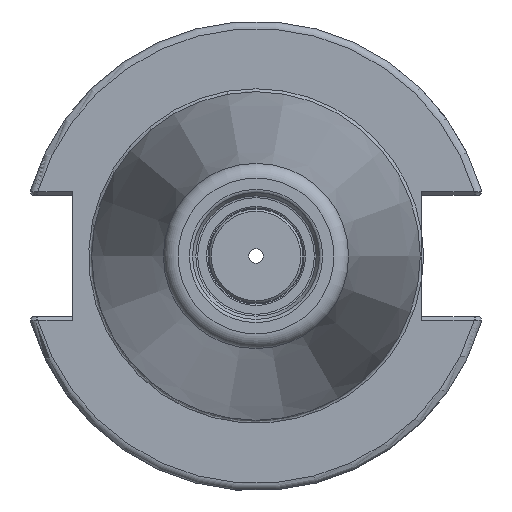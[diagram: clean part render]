
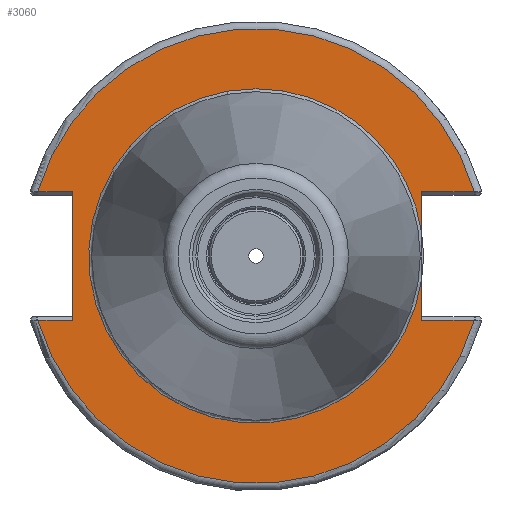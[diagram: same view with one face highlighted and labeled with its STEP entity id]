
A CAD part, left-side view. The second image highlights one B-rep face of the part: STEP entity #3060.
In plain terms, the highlighted planar face has unit normal (-1, 0, 0).
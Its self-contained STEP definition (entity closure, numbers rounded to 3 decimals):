
#245=PLANE('',#3313);
#327=FACE_OUTER_BOUND('',#509,.T.);
#509=EDGE_LOOP('',(#2199,#2200,#2201,#2202,#2203,#2204,#2205,#2206,#2207,
#2208,#2209));
#695=LINE('',#4692,#863);
#702=LINE('',#4814,#870);
#703=LINE('',#4818,#871);
#704=LINE('',#4820,#872);
#705=LINE('',#4822,#873);
#706=LINE('',#4826,#874);
#707=LINE('',#4828,#875);
#863=VECTOR('',#3795,10.);
#870=VECTOR('',#3806,10.);
#871=VECTOR('',#3809,10.);
#872=VECTOR('',#3810,10.);
#873=VECTOR('',#3811,10.);
#874=VECTOR('',#3814,10.);
#875=VECTOR('',#3815,10.);
#1070=CIRCLE('',#3314,30.775);
#1071=CIRCLE('',#3315,30.775);
#1072=CIRCLE('',#3316,22.625);
#1073=CIRCLE('',#3317,22.625);
#1297=VERTEX_POINT('',#4689);
#1298=VERTEX_POINT('',#4691);
#1306=VERTEX_POINT('',#4813);
#1307=VERTEX_POINT('',#4815);
#1308=VERTEX_POINT('',#4817);
#1309=VERTEX_POINT('',#4819);
#1310=VERTEX_POINT('',#4821);
#1311=VERTEX_POINT('',#4823);
#1312=VERTEX_POINT('',#4825);
#1313=VERTEX_POINT('',#4827);
#1314=VERTEX_POINT('',#4829);
#1641=EDGE_CURVE('',#1297,#1298,#695,.T.);
#1653=EDGE_CURVE('',#1306,#1298,#702,.T.);
#1654=EDGE_CURVE('',#1307,#1297,#1070,.T.);
#1655=EDGE_CURVE('',#1308,#1307,#703,.T.);
#1656=EDGE_CURVE('',#1308,#1309,#704,.T.);
#1657=EDGE_CURVE('',#1310,#1309,#705,.T.);
#1658=EDGE_CURVE('',#1311,#1310,#1071,.T.);
#1659=EDGE_CURVE('',#1312,#1311,#706,.T.);
#1660=EDGE_CURVE('',#1312,#1313,#707,.T.);
#1661=EDGE_CURVE('',#1313,#1314,#1072,.T.);
#1662=EDGE_CURVE('',#1314,#1306,#1073,.T.);
#2199=ORIENTED_EDGE('',*,*,#1653,.T.);
#2200=ORIENTED_EDGE('',*,*,#1641,.F.);
#2201=ORIENTED_EDGE('',*,*,#1654,.F.);
#2202=ORIENTED_EDGE('',*,*,#1655,.F.);
#2203=ORIENTED_EDGE('',*,*,#1656,.T.);
#2204=ORIENTED_EDGE('',*,*,#1657,.F.);
#2205=ORIENTED_EDGE('',*,*,#1658,.F.);
#2206=ORIENTED_EDGE('',*,*,#1659,.F.);
#2207=ORIENTED_EDGE('',*,*,#1660,.T.);
#2208=ORIENTED_EDGE('',*,*,#1661,.T.);
#2209=ORIENTED_EDGE('',*,*,#1662,.T.);
#3060=ADVANCED_FACE('',(#327),#245,.T.);
#3313=AXIS2_PLACEMENT_3D('',#4812,#3804,#3805);
#3314=AXIS2_PLACEMENT_3D('',#4816,#3807,#3808);
#3315=AXIS2_PLACEMENT_3D('',#4824,#3812,#3813);
#3316=AXIS2_PLACEMENT_3D('',#4830,#3816,#3817);
#3317=AXIS2_PLACEMENT_3D('',#4831,#3818,#3819);
#3795=DIRECTION('',(0.,1.,0.));
#3804=DIRECTION('center_axis',(-1.,0.,0.));
#3805=DIRECTION('ref_axis',(0.,0.,1.));
#3806=DIRECTION('',(0.,0.,1.));
#3807=DIRECTION('center_axis',(1.,0.,0.));
#3808=DIRECTION('ref_axis',(0.,0.,-1.));
#3809=DIRECTION('',(0.,1.,0.));
#3810=DIRECTION('',(0.,0.,-1.));
#3811=DIRECTION('',(0.,-1.,0.));
#3812=DIRECTION('center_axis',(1.,0.,0.));
#3813=DIRECTION('ref_axis',(0.,0.,-1.));
#3814=DIRECTION('',(0.,-1.,0.));
#3815=DIRECTION('',(0.,0.,1.));
#3816=DIRECTION('center_axis',(1.,0.,0.));
#3817=DIRECTION('ref_axis',(0.,0.,-1.));
#3818=DIRECTION('center_axis',(1.,0.,0.));
#3819=DIRECTION('ref_axis',(0.,0.,-1.));
#4689=CARTESIAN_POINT('',(3.175,-29.523,8.69));
#4691=CARTESIAN_POINT('',(3.175,-22.41,8.69));
#4692=CARTESIAN_POINT('',(3.175,4.182,8.69));
#4812=CARTESIAN_POINT('Origin',(3.175,30.775,0.));
#4813=CARTESIAN_POINT('',(3.175,-22.41,3.112));
#4814=CARTESIAN_POINT('',(3.175,-22.41,-4.095));
#4815=CARTESIAN_POINT('',(3.175,29.523,8.69));
#4816=CARTESIAN_POINT('Origin',(3.175,0.,0.));
#4817=CARTESIAN_POINT('',(3.175,24.8,8.69));
#4818=CARTESIAN_POINT('',(3.175,38.399,8.69));
#4819=CARTESIAN_POINT('',(3.175,24.8,-8.69));
#4820=CARTESIAN_POINT('',(3.175,24.8,4.095));
#4821=CARTESIAN_POINT('',(3.175,29.523,-8.69));
#4822=CARTESIAN_POINT('',(3.175,27.788,-8.69));
#4823=CARTESIAN_POINT('',(3.175,-29.523,-8.69));
#4824=CARTESIAN_POINT('Origin',(3.175,0.,0.));
#4825=CARTESIAN_POINT('',(3.175,-22.41,-8.69));
#4826=CARTESIAN_POINT('',(3.175,-6.591,-8.69));
#4827=CARTESIAN_POINT('',(3.175,-22.41,-3.112));
#4828=CARTESIAN_POINT('',(3.175,-22.41,-4.095));
#4829=CARTESIAN_POINT('',(3.175,0.,22.625));
#4830=CARTESIAN_POINT('Origin',(3.175,0.,0.));
#4831=CARTESIAN_POINT('Origin',(3.175,0.,0.));
